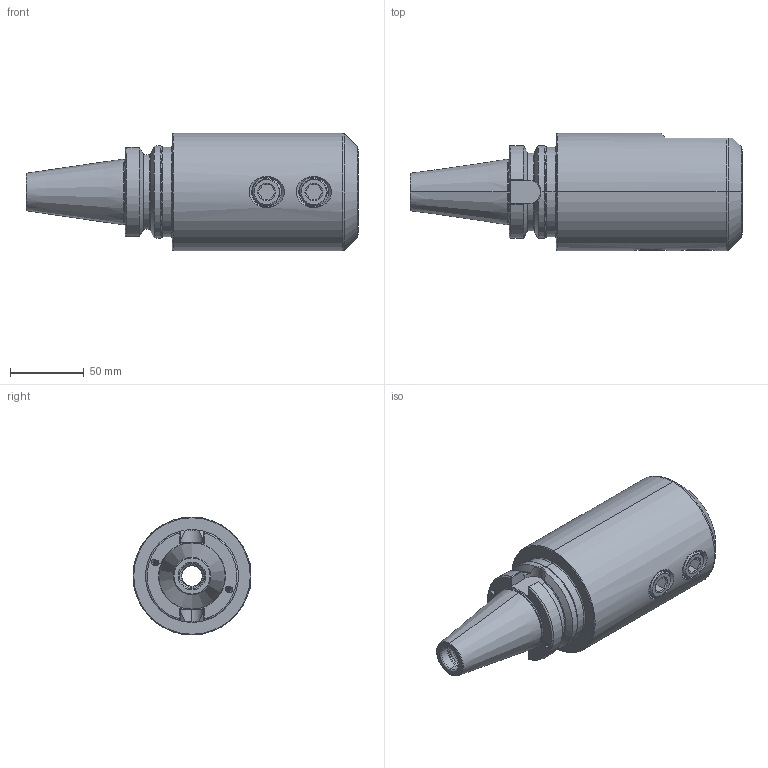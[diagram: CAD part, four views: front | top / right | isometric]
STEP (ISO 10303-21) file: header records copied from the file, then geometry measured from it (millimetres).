
FILE_DESCRIPTION (( 'STEP AP203' ), '1' );
FILE_NAME ('406.04.40.2.STEP', '2016-08-05T10:45:20', ( '' ), ( '' ), 'SwSTEP 2.0', 'SolidWorks 2012', '' );
FILE_SCHEMA (( 'CONFIG_CONTROL_DESIGN' ));
Length unit declared in the file: millimetre
Products named in the file (3): 406.04.40.2; 側固40_M20x2_25L
Assembly tree (3 placements, depth 2):
  406.04.40.2
    406.04.40.2
    側固40_M20x2_25L  x2
Bounding box: 225.4 x 80 x 80 mm (x, y, z)
Volume: 648019.8 mm3; surface area: 82228.5 mm2
Topology: 3 solids, 3 shells, 330 faces, 892 edges, 569 vertices
Faces by surface type: cylinder 167, plane 54, cone 45, bspline 33, torus 31
Entity records: 25947 total; most frequent: CARTESIAN_POINT 19499, ORIENTED_EDGE 1540, DIRECTION 1029, EDGE_CURVE 770, VERTEX_POINT 492, AXIS2_PLACEMENT_3D 401, EDGE_LOOP 298, ADVANCED_FACE 285
